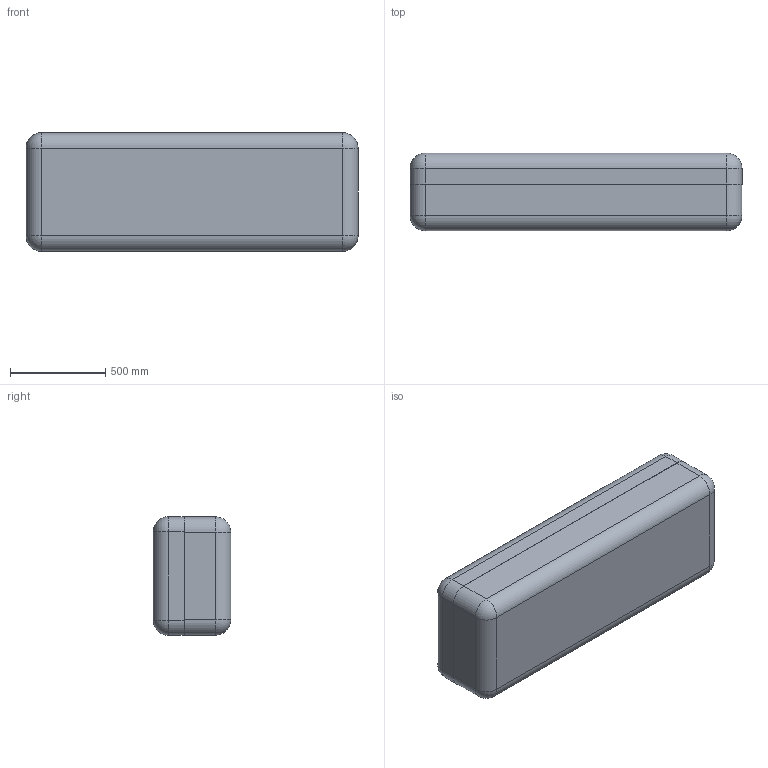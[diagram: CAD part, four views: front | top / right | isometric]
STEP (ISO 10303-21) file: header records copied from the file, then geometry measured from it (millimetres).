
FILE_DESCRIPTION (( 'STEP AP214' ), '1' );
FILE_NAME ('Ñáîðêà_Ê-140 (óïð).STEP', '2023-05-18T11:13:19', ( '' ), ( '' ), 'SwSTEP 2.0', 'SolidWorks 2021', '' );
FILE_SCHEMA (( 'AUTOMOTIVE_DESIGN' ));
Length unit declared in the file: millimetre
Products named in the file (3): Lid K-140 Rev.2; Base ﾊ-140; Ñáîðêà_Ê-140 (óïð)
Assembly tree (2 placements, depth 2):
  Ñáîðêà_Ê-140 (óïð)
    Base ﾊ-140
    Lid K-140 Rev.2
Bounding box: 1738.77 x 406.23 x 622 mm (x, y, z)
Volume: 193009263.7 mm3; surface area: 9027110.6 mm2
Topology: 2 solids, 2 shells, 2096 faces, 5429 edges, 3252 vertices
Faces by surface type: plane 775, cylinder 696, bspline 430, torus 116, cone 53, sphere 26
Entity records: 84285 total; most frequent: CARTESIAN_POINT 37949, ORIENTED_EDGE 10742, DIRECTION 8573, EDGE_CURVE 5371, VERTEX_POINT 3252, AXIS2_PLACEMENT_3D 2910, VECTOR 2753, LINE 2753
